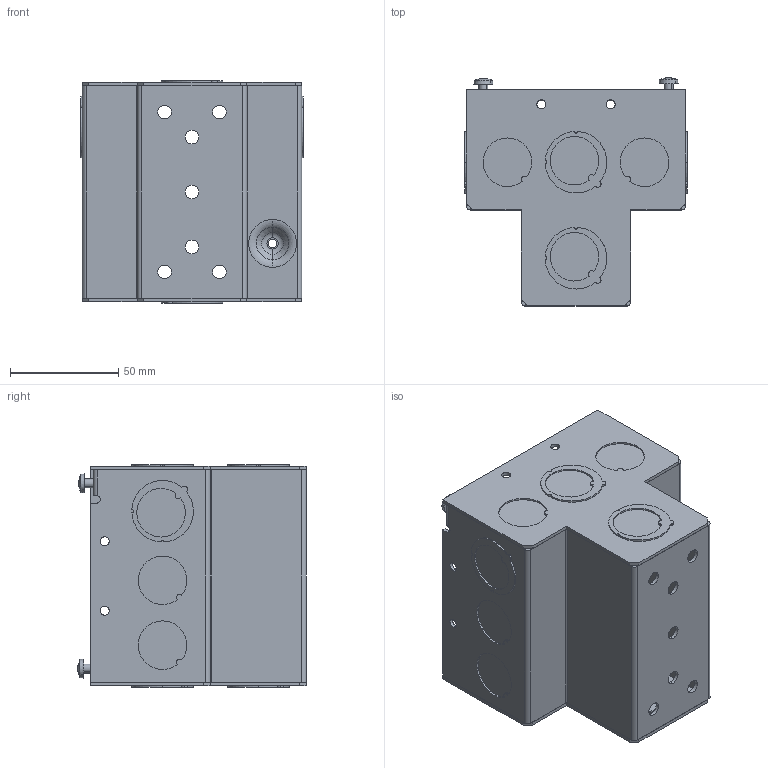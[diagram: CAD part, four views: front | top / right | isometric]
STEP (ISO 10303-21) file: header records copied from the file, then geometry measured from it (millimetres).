
FILE_DESCRIPTION (( 'STEP AP203' ), '1' );
FILE_NAME ('WTBOX232.STEP', '2024-06-20T03:41:30', ( '' ), ( '' ), 'SwSTEP 2.0', 'SolidWorks 2021', '' );
FILE_SCHEMA (( 'CONFIG_CONTROL_DESIGN' ));
Length unit declared in the file: millimetre
Products named in the file (5): WTBOX232; 蹟佪1; 耜啣2; 耜啣1; 翋极
Assembly tree (6 placements, depth 3):
  WTBOX232
    耜啣2
      翋极
      耜啣1  x2
      蹟佪1  x2
Bounding box: 103.2 x 105.66 x 103.2 mm (x, y, z)
Volume: 72132.3 mm3; surface area: 98254.1 mm2
Topology: 25 solids, 25 shells, 456 faces, 1120 edges, 718 vertices
Faces by surface type: cylinder 276, plane 160, torus 8, cone 8, sphere 4
Entity records: 10777 total; most frequent: DIRECTION 1982, CARTESIAN_POINT 1703, ORIENTED_EDGE 1656, EDGE_CURVE 828, AXIS2_PLACEMENT_3D 805, VERTEX_POINT 526, CIRCLE 456, EDGE_LOOP 402
